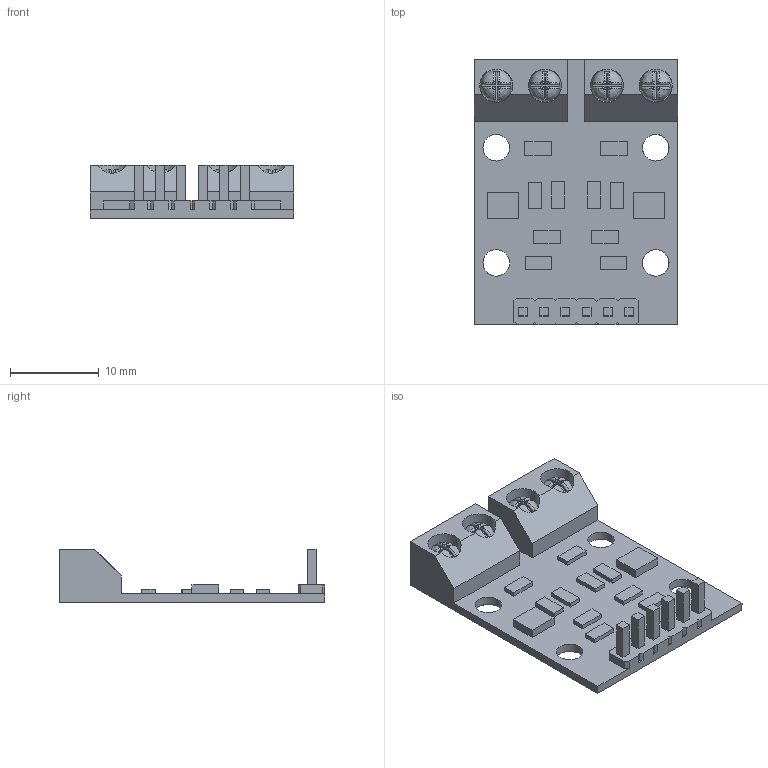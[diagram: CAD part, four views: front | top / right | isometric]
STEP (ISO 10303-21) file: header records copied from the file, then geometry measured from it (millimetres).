
FILE_DESCRIPTION(/* description */ (''),/* implementation_level */ '2;1');
FILE_NAME(/* name */ 'motor_driver_2.step',/* time_stamp */ '2024-07-25T14:38:14+03:00',/* author */ (''),/* organization */ (''),/* preprocessor_version */ 'ST-DEVELOPER v20',/* originating_system */ 'Autodesk Translation Framework v13.14.0.145',/* authorisation */ '');
FILE_SCHEMA (('AUTOMOTIVE_DESIGN { 1 0 10303 214 3 1 1 }'));
Length unit declared in the file: millimetre
Products named in the file (2): motor_driver_2; Motor driver
Assembly tree (1 placements, depth 2):
  motor_driver_2
    Motor driver
Bounding box: 23 x 30 x 6 mm (x, y, z)
Volume: 1360 mm3; surface area: 2381.6 mm2
Topology: 1 solids, 1 shells, 281 faces, 726 edges, 469 vertices
Faces by surface type: plane 201, cylinder 44, bspline 36
Full cylindrical faces by diameter (mm): 3 x4, 3.6 x4, 3.75 x4
Entity records: 10826 total; most frequent: CARTESIAN_POINT 3851, ORIENTED_EDGE 1452, DIRECTION 1254, EDGE_CURVE 726, LINE 494, VECTOR 494, VERTEX_POINT 469, AXIS2_PLACEMENT_3D 380
